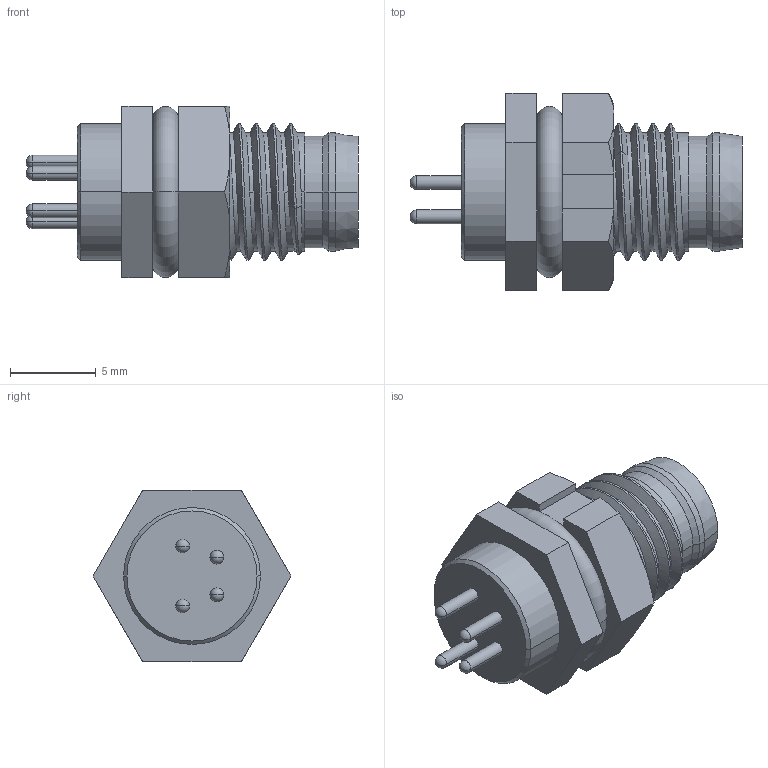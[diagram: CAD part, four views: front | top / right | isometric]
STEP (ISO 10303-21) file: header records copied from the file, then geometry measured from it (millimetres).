
FILE_DESCRIPTION((''),'2;1');
FILE_NAME('8P-04PMMP-SF7001_ASM','2021-06-28T',('L100003'),(''),'PRO/ENGINEER BY PARAMETRIC TECHNOLOGY CORPORATION, 2017170','PRO/ENGINEER BY PARAMETRIC TECHNOLOGY CORPORATION, 2017170','');
FILE_SCHEMA(('CONFIG_CONTROL_DESIGN'));
Length unit declared in the file: millimetre
Products named in the file (2): _8P-04PMMP-SF7001; 8P-04PMMP-SF7001_ASM
Assembly tree (1 placements, depth 2):
  8P-04PMMP-SF7001_ASM
    _8P-04PMMP-SF7001
Bounding box: 19.4 x 11.55 x 10 mm (x, y, z)
Volume: 941.7 mm3; surface area: 914.3 mm2
Topology: 2 solids, 2 shells, 87 faces, 212 edges, 129 vertices
Faces by surface type: cylinder 26, plane 24, cone 14, bspline 9, sphere 8, torus 4, extrusion 2
Entity records: 5418 total; most frequent: CARTESIAN_POINT 2760, ORIENTED_EDGE 408, DIRECTION 383, EDGE_CURVE 204, AXIS2_PLACEMENT_3D 146, VERTEX_POINT 129, EDGE_LOOP 97, VECTOR 91
